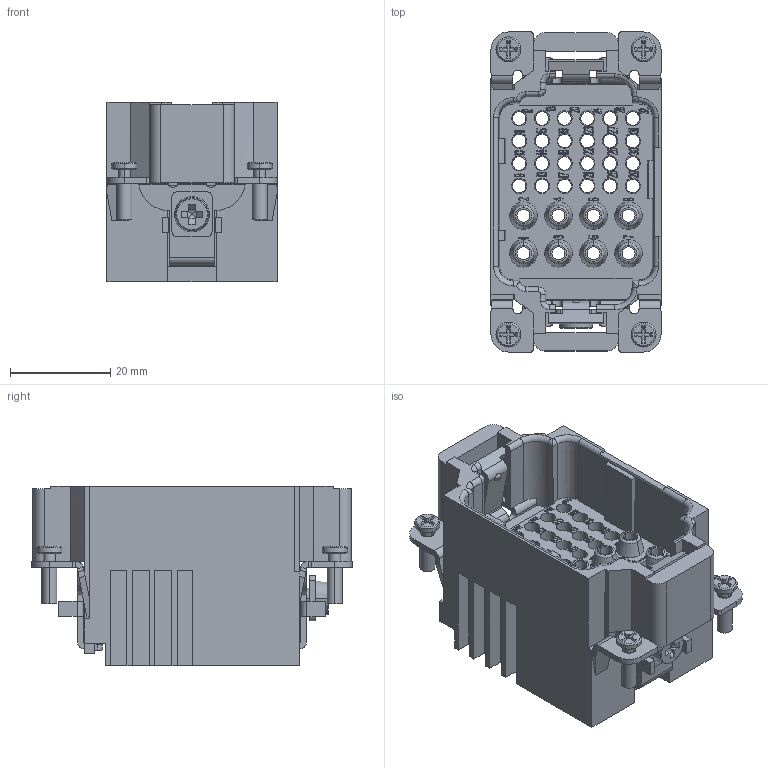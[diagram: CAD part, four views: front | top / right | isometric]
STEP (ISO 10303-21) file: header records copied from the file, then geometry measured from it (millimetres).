
FILE_DESCRIPTION((''),'2;1');
FILE_NAME('001','2017-09-02T',('tl.yang'),(''),'PRO/ENGINEER BY PARAMETRIC TECHNOLOGY CORPORATION, 2011500','PRO/ENGINEER BY PARAMETRIC TECHNOLOGY CORPORATION, 2011500','');
FILE_SCHEMA(('CONFIG_CONTROL_DESIGN'));
Products named in the file (1): 001
Bounding box: 34 x 64 x 35.9 mm (x, y, z)
Volume: 30040 mm3; surface area: 24645.4 mm2
Topology: 1 solids, 1 shells, 4412 faces, 12531 edges, 8306 vertices
Faces by surface type: plane 3992, cylinder 288, cone 54, bspline 38, torus 32, sphere 8
Entity records: 142180 total; most frequent: CARTESIAN_POINT 26834, ORIENTED_EDGE 25046, DIRECTION 21895, EDGE_CURVE 12523, VECTOR 11703, LINE 11703, VERTEX_POINT 8306, AXIS2_PLACEMENT_3D 5096
